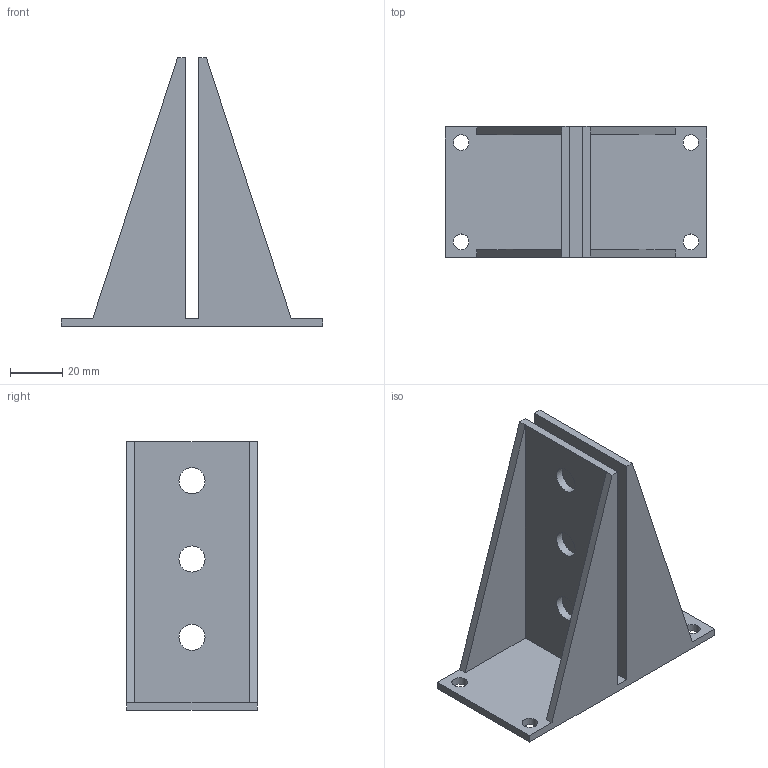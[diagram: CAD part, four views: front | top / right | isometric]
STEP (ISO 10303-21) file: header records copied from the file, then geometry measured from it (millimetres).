
FILE_DESCRIPTION(('HOOPS Exchange Step'),'2;1');
FILE_NAME('temp_export','2022-06-28T01:55:36-22:00',('antoine'),('Shapr3D Limited'),'HOOPS Exchange 2022.0','Shapr3D','Authorized');
FILE_SCHEMA( ('AP203_CONFIGURATION_CONTROLLED_3D_DESIGN_OF_MECHANICAL_PARTS_AND_ASSEMBLIES_MIM_LF') );
Length unit declared in the file: millimetre
Products named in the file (1): root
Bounding box: 100 x 50 x 103 mm (x, y, z)
Volume: 62747 mm3; surface area: 44394.8 mm2
Topology: 1 solids, 1 shells, 32 faces, 103 edges, 73 vertices
Faces by surface type: plane 22, cylinder 10
Full cylindrical faces by diameter (mm): 6 x4, 10 x6
Entity records: 1232 total; most frequent: CARTESIAN_POINT 209, DIRECTION 206, ORIENTED_EDGE 206, EDGE_CURVE 103, VERTEX_POINT 73, AXIS2_PLACEMENT_3D 70, VECTOR 66, LINE 66
